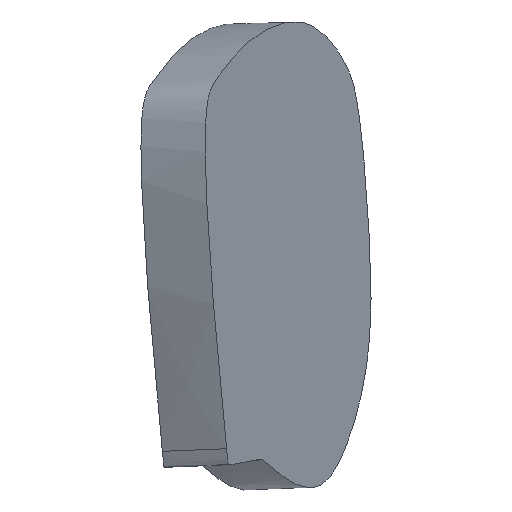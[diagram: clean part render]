
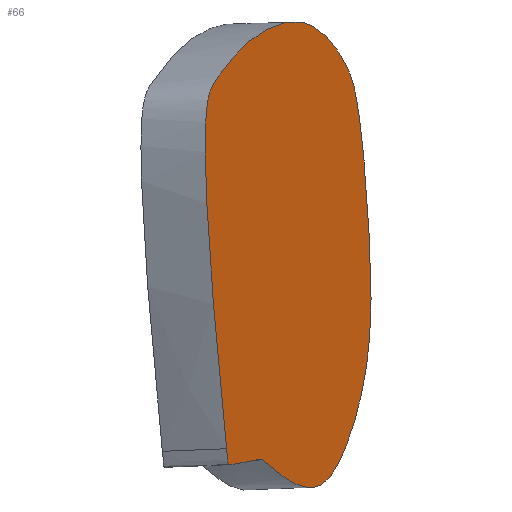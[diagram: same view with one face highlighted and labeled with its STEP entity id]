
A CAD part, top view. The second image highlights one B-rep face of the part: STEP entity #66.
In plain terms, the highlighted planar face has unit normal (0.918, 0.019, 0.397).
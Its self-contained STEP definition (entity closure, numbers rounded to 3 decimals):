
#66=ADVANCED_FACE('',(#101),#102,.T.);
#101=FACE_OUTER_BOUND('',#488,.T.);
#102=PLANE('',#489);
#488=EDGE_LOOP('',(#595,#596));
#489=AXIS2_PLACEMENT_3D('',#597,#598,#599);
#595=ORIENTED_EDGE('',*,*,#619,.F.);
#596=ORIENTED_EDGE('',*,*,#652,.F.);
#597=CARTESIAN_POINT('',(6.824,57.303,37.243));
#598=DIRECTION('',(0.918,0.019,0.397));
#599=DIRECTION('',(0.021,-1.,0.0));
#619=EDGE_CURVE('',#659,#655,#661,.T.);
#652=EDGE_CURVE('',#655,#659,#715,.T.);
#655=VERTEX_POINT('',#718);
#659=VERTEX_POINT('',#768);
#661=B_SPLINE_CURVE_WITH_KNOTS('',3,(#771,#772,#773,#774,#775,#776,#777,#778,#779,#780,#781,#782,#783,#784,#785,#786,#787,#788,#789,#790,#791,#792,#793,#794,#795,#796,#797,#798,#799,#800,#801,#802,#803,#804,#805,#806,#807,#808,#809,#810,#811,#812,#813,#814,#815,#816),.UNSPECIFIED.,.F.,.F.,(4,3,3,3,3,3,3,3,3,3,3,3,3,3,3,4),(0.0,8.159,18.341,27.476,33.079,36.326,39.635,45.716,52.875,59.132,64.368,69.755,74.199,77.141,81.193,84.122),.UNSPECIFIED.);
#715=B_SPLINE_CURVE_WITH_KNOTS('',3,(#1018,#1019,#1020,#1021,#1022,#1023,#1024,#1025,#1026,#1027,#1028,#1029,#1030,#1031,#1032,#1033,#1034,#1035,#1036,#1037,#1038,#1039,#1040,#1041,#1042,#1043,#1044,#1045,#1046,#1047,#1048,#1049,#1050,#1051,#1052,#1053,#1054,#1055,#1056,#1057,#1058,#1059,#1060,#1061,#1062,#1063),.UNSPECIFIED.,.F.,.F.,(4,3,3,3,3,3,3,3,3,3,3,3,3,3,3,4),(84.122,87.05,94.484,100.336,105.3,110.427,115.955,120.612,124.856,130.155,135.389,137.911,140.508,144.52,146.301,148.167),.UNSPECIFIED.);
#718=CARTESIAN_POINT('',(25.639,39.698,-5.449));
#768=CARTESIAN_POINT('',(11.891,10.394,27.751));
#771=CARTESIAN_POINT('',(11.891,10.394,27.751));
#772=CARTESIAN_POINT('',(11.739,11.975,28.026));
#773=CARTESIAN_POINT('',(11.428,15.115,28.596));
#774=CARTESIAN_POINT('',(11.129,18.398,29.132));
#775=CARTESIAN_POINT('',(10.83,21.681,29.668));
#776=CARTESIAN_POINT('',(10.543,25.106,30.17));
#777=CARTESIAN_POINT('',(10.307,28.445,30.556));
#778=CARTESIAN_POINT('',(10.072,31.783,30.941));
#779=CARTESIAN_POINT('',(9.889,35.034,31.21));
#780=CARTESIAN_POINT('',(9.804,37.53,31.289));
#781=CARTESIAN_POINT('',(9.718,40.026,31.368));
#782=CARTESIAN_POINT('',(9.731,41.768,31.257));
#783=CARTESIAN_POINT('',(9.798,43.107,31.037));
#784=CARTESIAN_POINT('',(9.866,44.447,30.816));
#785=CARTESIAN_POINT('',(9.989,45.384,30.488));
#786=CARTESIAN_POINT('',(10.198,46.074,29.971));
#787=CARTESIAN_POINT('',(10.407,46.764,29.454));
#788=CARTESIAN_POINT('',(10.702,47.207,28.75));
#789=CARTESIAN_POINT('',(11.228,47.934,27.499));
#790=CARTESIAN_POINT('',(11.754,48.661,26.248));
#791=CARTESIAN_POINT('',(12.51,49.674,24.451));
#792=CARTESIAN_POINT('',(13.362,50.522,22.438));
#793=CARTESIAN_POINT('',(14.214,51.371,20.426));
#794=CARTESIAN_POINT('',(15.163,52.055,18.2));
#795=CARTESIAN_POINT('',(16.049,52.511,16.127));
#796=CARTESIAN_POINT('',(16.936,52.967,14.055));
#797=CARTESIAN_POINT('',(17.76,53.194,12.136));
#798=CARTESIAN_POINT('',(18.496,53.248,10.432));
#799=CARTESIAN_POINT('',(19.231,53.303,8.728));
#800=CARTESIAN_POINT('',(19.877,53.185,7.239));
#801=CARTESIAN_POINT('',(20.562,52.797,5.674));
#802=CARTESIAN_POINT('',(21.246,52.409,4.108));
#803=CARTESIAN_POINT('',(21.969,51.752,2.467));
#804=CARTESIAN_POINT('',(22.591,50.96,1.067));
#805=CARTESIAN_POINT('',(23.212,50.168,-0.334));
#806=CARTESIAN_POINT('',(23.733,49.241,-1.493));
#807=CARTESIAN_POINT('',(24.083,48.472,-2.267));
#808=CARTESIAN_POINT('',(24.433,47.703,-3.041));
#809=CARTESIAN_POINT('',(24.613,47.091,-3.428));
#810=CARTESIAN_POINT('',(24.802,46.134,-3.819));
#811=CARTESIAN_POINT('',(24.991,45.178,-4.21));
#812=CARTESIAN_POINT('',(25.188,43.877,-4.605));
#813=CARTESIAN_POINT('',(25.372,42.298,-4.955));
#814=CARTESIAN_POINT('',(25.464,41.509,-5.13));
#815=CARTESIAN_POINT('',(25.552,40.649,-5.294));
#816=CARTESIAN_POINT('',(25.639,39.698,-5.449));
#1018=CARTESIAN_POINT('',(25.639,39.698,-5.449));
#1019=CARTESIAN_POINT('',(25.725,38.746,-5.604));
#1020=CARTESIAN_POINT('',(25.809,37.703,-5.749));
#1021=CARTESIAN_POINT('',(25.893,36.545,-5.887));
#1022=CARTESIAN_POINT('',(26.06,34.229,-6.163));
#1023=CARTESIAN_POINT('',(26.223,31.454,-6.409));
#1024=CARTESIAN_POINT('',(26.307,29.152,-6.493));
#1025=CARTESIAN_POINT('',(26.39,26.849,-6.576));
#1026=CARTESIAN_POINT('',(26.393,25.018,-6.497));
#1027=CARTESIAN_POINT('',(26.325,23.322,-6.26));
#1028=CARTESIAN_POINT('',(26.258,21.626,-6.022));
#1029=CARTESIAN_POINT('',(26.119,20.066,-5.626));
#1030=CARTESIAN_POINT('',(25.897,18.557,-5.041));
#1031=CARTESIAN_POINT('',(25.675,17.048,-4.457));
#1032=CARTESIAN_POINT('',(25.371,15.591,-3.684));
#1033=CARTESIAN_POINT('',(24.974,14.12,-2.694));
#1034=CARTESIAN_POINT('',(24.576,12.648,-1.705));
#1035=CARTESIAN_POINT('',(24.086,11.162,-0.5));
#1036=CARTESIAN_POINT('',(23.593,10.005,0.696));
#1037=CARTESIAN_POINT('',(23.1,8.848,1.891));
#1038=CARTESIAN_POINT('',(22.605,8.02,3.077));
#1039=CARTESIAN_POINT('',(22.108,7.462,4.253));
#1040=CARTESIAN_POINT('',(21.611,6.903,5.429));
#1041=CARTESIAN_POINT('',(21.113,6.612,6.595));
#1042=CARTESIAN_POINT('',(20.499,6.552,8.017));
#1043=CARTESIAN_POINT('',(19.886,6.493,9.438));
#1044=CARTESIAN_POINT('',(19.158,6.664,11.114));
#1045=CARTESIAN_POINT('',(18.41,7.079,12.826));
#1046=CARTESIAN_POINT('',(17.661,7.494,14.538));
#1047=CARTESIAN_POINT('',(16.892,8.152,16.286));
#1048=CARTESIAN_POINT('',(16.399,8.587,17.407));
#1049=CARTESIAN_POINT('',(15.905,9.021,18.529));
#1050=CARTESIAN_POINT('',(15.686,9.232,19.025));
#1051=CARTESIAN_POINT('',(15.432,9.304,19.609));
#1052=CARTESIAN_POINT('',(15.178,9.376,20.193));
#1053=CARTESIAN_POINT('',(14.889,9.31,20.866));
#1054=CARTESIAN_POINT('',(14.408,9.206,21.983));
#1055=CARTESIAN_POINT('',(13.928,9.102,23.1));
#1056=CARTESIAN_POINT('',(13.256,8.959,24.66));
#1057=CARTESIAN_POINT('',(12.827,8.879,25.656));
#1058=CARTESIAN_POINT('',(12.399,8.8,26.652));
#1059=CARTESIAN_POINT('',(12.213,8.785,27.082));
#1060=CARTESIAN_POINT('',(12.124,8.788,27.288));
#1061=CARTESIAN_POINT('',(12.035,8.791,27.494));
#1062=CARTESIAN_POINT('',(12.042,8.813,27.475));
#1063=CARTESIAN_POINT('',(11.891,10.394,27.751));
